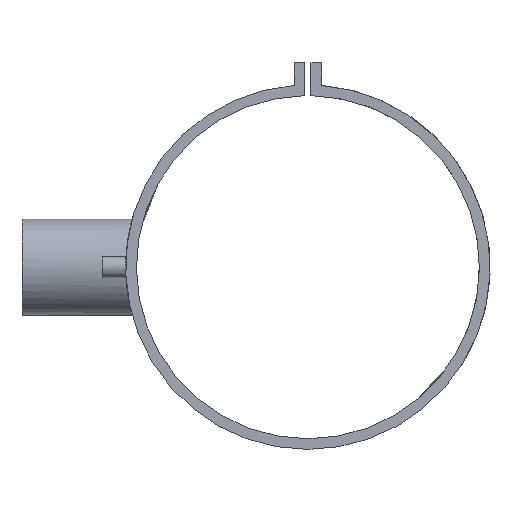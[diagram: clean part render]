
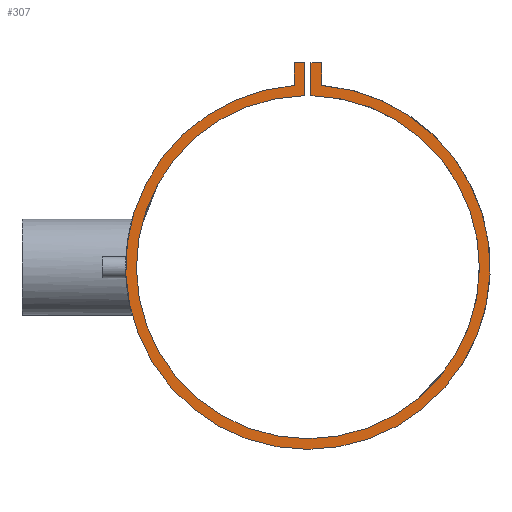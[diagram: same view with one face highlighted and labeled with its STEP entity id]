
A CAD part, left-side view. The second image highlights one B-rep face of the part: STEP entity #307.
In plain terms, the highlighted planar face has unit normal (-1, 0, 0).
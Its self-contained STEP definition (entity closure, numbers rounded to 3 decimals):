
#6 = CARTESIAN_POINT ( 'NONE',  ( -80., -9., 134.161 ) ) ;
#54 = CARTESIAN_POINT ( 'NONE',  ( -80., -9., 134.161 ) ) ;
#55 = ORIENTED_EDGE ( 'NONE', *, *, #589, .F. ) ;
#81 = DIRECTION ( 'NONE',  ( 0., 0., 1. ) ) ;
#84 = DIRECTION ( 'NONE',  ( -1., 0., 0. ) ) ;
#90 = ORIENTED_EDGE ( 'NONE', *, *, #1597, .F. ) ;
#140 = CARTESIAN_POINT ( 'NONE',  ( -80., 9., 134.161 ) ) ;
#149 = ORIENTED_EDGE ( 'NONE', *, *, #718, .F. ) ;
#169 = CARTESIAN_POINT ( 'NONE',  ( -80., 2., 134.161 ) ) ;
#204 = LINE ( 'NONE', #502, #429 ) ;
#223 = VERTEX_POINT ( 'NONE', #1204 ) ;
#239 = DIRECTION ( 'NONE',  ( 0., 0., -1. ) ) ;
#247 = DIRECTION ( 'NONE',  ( 0., -1., 0. ) ) ;
#278 = ORIENTED_EDGE ( 'NONE', *, *, #417, .F. ) ;
#303 = CARTESIAN_POINT ( 'NONE',  ( -80., -2., 134.161 ) ) ;
#307 = ADVANCED_FACE ( 'NONE', ( #632 ), #765, .F. ) ;
#354 = DIRECTION ( 'NONE',  ( 0., -1., 0. ) ) ;
#409 = VECTOR ( 'NONE', #463, 1000. ) ;
#417 = EDGE_CURVE ( 'NONE', #1162, #1832, #1225, .T. ) ;
#429 = VECTOR ( 'NONE', #354, 1000. ) ;
#439 = LINE ( 'NONE', #6, #892 ) ;
#454 = LINE ( 'NONE', #303, #822 ) ;
#463 = DIRECTION ( 'NONE',  ( 0., 0., -1. ) ) ;
#502 = CARTESIAN_POINT ( 'NONE',  ( -80., -2., 134.161 ) ) ;
#589 = EDGE_CURVE ( 'NONE', #791, #1162, #596, .T. ) ;
#593 = DIRECTION ( 'NONE',  ( 1., 0., 0. ) ) ;
#596 = LINE ( 'NONE', #169, #409 ) ;
#632 = FACE_OUTER_BOUND ( 'NONE', #1615, .T. ) ;
#673 = LINE ( 'NONE', #1835, #1076 ) ;
#706 = DIRECTION ( 'NONE',  ( 0., 0., 1. ) ) ;
#711 = CARTESIAN_POINT ( 'NONE',  ( -80., 2., 112.482 ) ) ;
#714 = EDGE_CURVE ( 'NONE', #1726, #791, #1244, .T. ) ;
#718 = EDGE_CURVE ( 'NONE', #1491, #1726, #673, .T. ) ;
#754 = AXIS2_PLACEMENT_3D ( 'NONE', #1455, #593, #1859 ) ;
#765 = PLANE ( 'NONE',  #1073 ) ;
#769 = ORIENTED_EDGE ( 'NONE', *, *, #1666, .F. ) ;
#777 = DIRECTION ( 'NONE',  ( 1., 0., 0. ) ) ;
#791 = VERTEX_POINT ( 'NONE', #1154 ) ;
#805 = VECTOR ( 'NONE', #247, 1000. ) ;
#822 = VECTOR ( 'NONE', #706, 1000. ) ;
#842 = VERTEX_POINT ( 'NONE', #1415 ) ;
#846 = DIRECTION ( 'NONE',  ( 0., 0., -1. ) ) ;
#892 = VECTOR ( 'NONE', #846, 1000. ) ;
#1028 = ORIENTED_EDGE ( 'NONE', *, *, #1179, .F. ) ;
#1060 = CARTESIAN_POINT ( 'NONE',  ( -80., 0., 0. ) ) ;
#1073 = AXIS2_PLACEMENT_3D ( 'NONE', #1060, #777, #1612 ) ;
#1076 = VECTOR ( 'NONE', #81, 1000. ) ;
#1154 = CARTESIAN_POINT ( 'NONE',  ( -80., 2., 134.161 ) ) ;
#1162 = VERTEX_POINT ( 'NONE', #711 ) ;
#1179 = EDGE_CURVE ( 'NONE', #1760, #223, #439, .T. ) ;
#1180 = CARTESIAN_POINT ( 'NONE',  ( -80., -2., 112.482 ) ) ;
#1204 = CARTESIAN_POINT ( 'NONE',  ( -80., -9., 119.161 ) ) ;
#1225 = CIRCLE ( 'NONE', #1319, 112.5 ) ;
#1244 = LINE ( 'NONE', #1818, #805 ) ;
#1264 = ORIENTED_EDGE ( 'NONE', *, *, #714, .F. ) ;
#1282 = CARTESIAN_POINT ( 'NONE',  ( -80., 9., 119.161 ) ) ;
#1319 = AXIS2_PLACEMENT_3D ( 'NONE', #1381, #84, #239 ) ;
#1363 = ORIENTED_EDGE ( 'NONE', *, *, #1489, .F. ) ;
#1381 = CARTESIAN_POINT ( 'NONE',  ( -80., 0., 0. ) ) ;
#1415 = CARTESIAN_POINT ( 'NONE',  ( -80., -2., 134.161 ) ) ;
#1455 = CARTESIAN_POINT ( 'NONE',  ( -80., 0., 0. ) ) ;
#1489 = EDGE_CURVE ( 'NONE', #842, #1760, #204, .T. ) ;
#1491 = VERTEX_POINT ( 'NONE', #1282 ) ;
#1519 = CIRCLE ( 'NONE', #754, 119.5 ) ;
#1597 = EDGE_CURVE ( 'NONE', #223, #1491, #1519, .T. ) ;
#1612 = DIRECTION ( 'NONE',  ( 0., 0., -1. ) ) ;
#1615 = EDGE_LOOP ( 'NONE', ( #90, #1028, #1363, #769, #278, #55, #1264, #149 ) ) ;
#1666 = EDGE_CURVE ( 'NONE', #1832, #842, #454, .T. ) ;
#1726 = VERTEX_POINT ( 'NONE', #140 ) ;
#1760 = VERTEX_POINT ( 'NONE', #54 ) ;
#1818 = CARTESIAN_POINT ( 'NONE',  ( -80., 9., 134.161 ) ) ;
#1832 = VERTEX_POINT ( 'NONE', #1180 ) ;
#1835 = CARTESIAN_POINT ( 'NONE',  ( -80., 9., 134.161 ) ) ;
#1859 = DIRECTION ( 'NONE',  ( 0., 0., -1. ) ) ;
